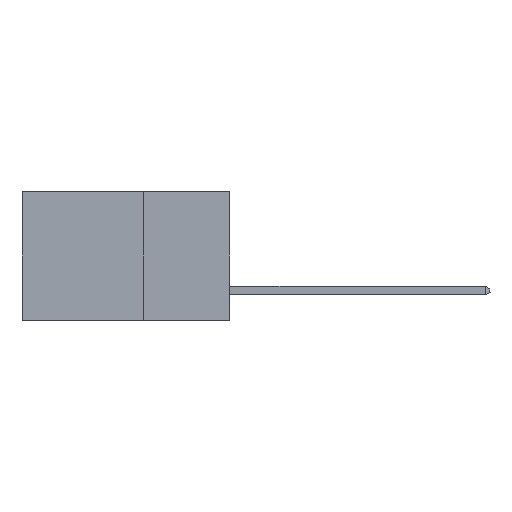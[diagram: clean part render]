
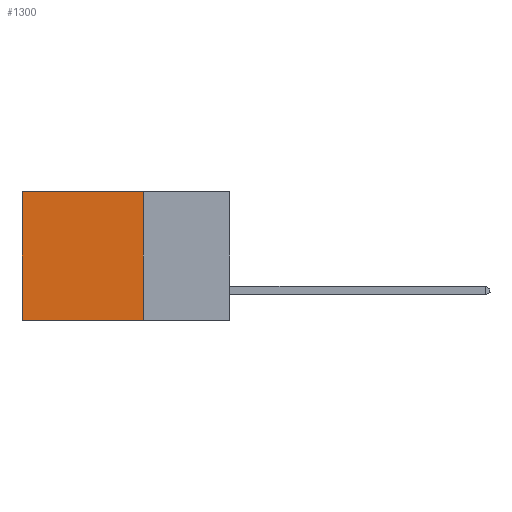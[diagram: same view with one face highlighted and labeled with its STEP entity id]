
A CAD part, left-side view. The second image highlights one B-rep face of the part: STEP entity #1300.
In plain terms, the highlighted planar face has unit normal (-1, 0, 0).
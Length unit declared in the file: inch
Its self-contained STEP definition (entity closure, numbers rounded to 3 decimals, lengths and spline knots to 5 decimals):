
#22 = DIRECTION ( 'NONE',  ( 0., 0., -1. ) ) ;
#440 = EDGE_CURVE ( 'NONE', #22261, #18710, #19271, .T. ) ;
#1300 = ADVANCED_FACE ( 'NONE', ( #14969 ), #8979, .F. ) ;
#1581 = DIRECTION ( 'NONE',  ( 0., 0., -1. ) ) ;
#1957 = VECTOR ( 'NONE', #1581, 39.37008 ) ;
#3204 = EDGE_CURVE ( 'NONE', #4754, #22261, #21992, .T. ) ;
#3615 = DIRECTION ( 'NONE',  ( 1., 0., 0. ) ) ;
#3783 = VECTOR ( 'NONE', #7131, 39.37008 ) ;
#4364 = CARTESIAN_POINT ( 'NONE',  ( 0.298, 0.25, -0.37 ) ) ;
#4754 = VERTEX_POINT ( 'NONE', #16183 ) ;
#5419 = EDGE_CURVE ( 'NONE', #4754, #11107, #11231, .T. ) ;
#5814 = VECTOR ( 'NONE', #22, 39.37008 ) ;
#6063 = DIRECTION ( 'NONE',  ( 0., 1., 0. ) ) ;
#7131 = DIRECTION ( 'NONE',  ( 0., 1., 0. ) ) ;
#8918 = ORIENTED_EDGE ( 'NONE', *, *, #22410, .T. ) ;
#8979 = PLANE ( 'NONE',  #12109 ) ;
#9042 = CARTESIAN_POINT ( 'NONE',  ( 0.298, 0.25, 0. ) ) ;
#9925 = EDGE_LOOP ( 'NONE', ( #8918, #10005, #14524, #10897 ) ) ;
#9968 = CARTESIAN_POINT ( 'NONE',  ( 0.298, 0.6, -0.37 ) ) ;
#10005 = ORIENTED_EDGE ( 'NONE', *, *, #440, .F. ) ;
#10897 = ORIENTED_EDGE ( 'NONE', *, *, #5419, .T. ) ;
#11107 = VERTEX_POINT ( 'NONE', #20896 ) ;
#11231 = LINE ( 'NONE', #9042, #3783 ) ;
#12109 = AXIS2_PLACEMENT_3D ( 'NONE', #23514, #3615, #20029 ) ;
#14524 = ORIENTED_EDGE ( 'NONE', *, *, #3204, .F. ) ;
#14571 = CARTESIAN_POINT ( 'NONE',  ( 0.298, 0.25, 0. ) ) ;
#14969 = FACE_OUTER_BOUND ( 'NONE', #9925, .T. ) ;
#15281 = LINE ( 'NONE', #21663, #5814 ) ;
#16183 = CARTESIAN_POINT ( 'NONE',  ( 0.298, 0.25, 0. ) ) ;
#18710 = VERTEX_POINT ( 'NONE', #9968 ) ;
#19271 = LINE ( 'NONE', #4364, #22699 ) ;
#20029 = DIRECTION ( 'NONE',  ( 0., 0., -1. ) ) ;
#20896 = CARTESIAN_POINT ( 'NONE',  ( 0.298, 0.6, 0. ) ) ;
#21263 = CARTESIAN_POINT ( 'NONE',  ( 0.298, 0.25, -0.37 ) ) ;
#21663 = CARTESIAN_POINT ( 'NONE',  ( 0.298, 0.6, 0. ) ) ;
#21992 = LINE ( 'NONE', #14571, #1957 ) ;
#22261 = VERTEX_POINT ( 'NONE', #21263 ) ;
#22410 = EDGE_CURVE ( 'NONE', #11107, #18710, #15281, .T. ) ;
#22699 = VECTOR ( 'NONE', #6063, 39.37008 ) ;
#23514 = CARTESIAN_POINT ( 'NONE',  ( 0.298, 0.25, 0. ) ) ;
